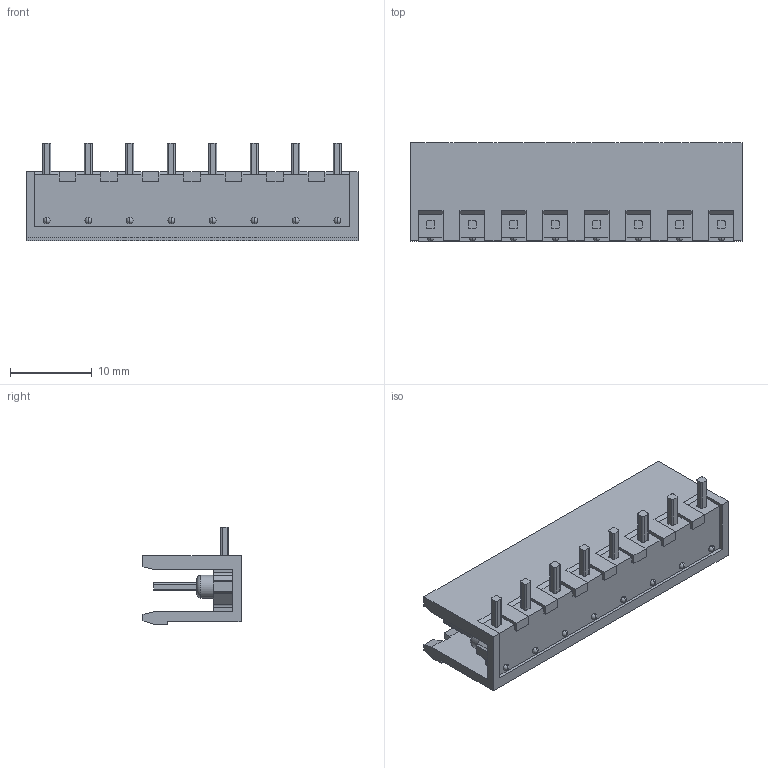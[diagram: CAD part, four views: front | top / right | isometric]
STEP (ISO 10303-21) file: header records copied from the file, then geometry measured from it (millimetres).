
FILE_DESCRIPTION(('STEP AP203'),'1');
FILE_NAME('20020109h081a01lf.stp','2016-03-10T11:52:31',('TraceParts'),('TraceParts S.A.'),'Spatial InterOp 3D',' ',' ');
FILE_SCHEMA(('CONFIG_CONTROL_DESIGN'));
Length unit declared in the file: millimetre
Products named in the file (1): 1
Bounding box: 40.64 x 12 x 11.99 mm (x, y, z)
Volume: 1719.5 mm3; surface area: 3280.1 mm2
Topology: 1 solids, 1 shells, 520 faces, 1434 edges, 932 vertices
Faces by surface type: plane 312, cylinder 152, torus 32, sphere 16, cone 8
Entity records: 16560 total; most frequent: CARTESIAN_POINT 2961, DIRECTION 2882, ORIENTED_EDGE 2836, EDGE_CURVE 1418, AXIS2_PLACEMENT_3D 961, LINE 960, VECTOR 960, VERTEX_POINT 932
